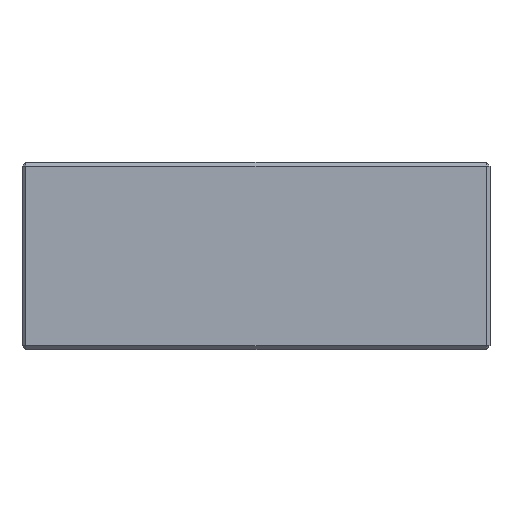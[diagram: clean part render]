
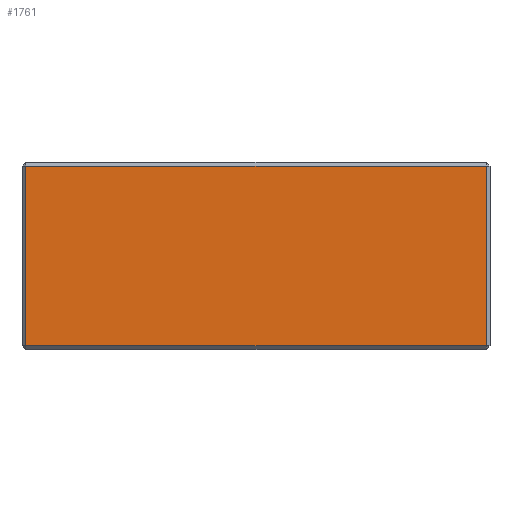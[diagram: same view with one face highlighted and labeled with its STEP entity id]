
A CAD part, top view. The second image highlights one B-rep face of the part: STEP entity #1761.
In plain terms, the highlighted planar face has unit normal (0, 0, 1).
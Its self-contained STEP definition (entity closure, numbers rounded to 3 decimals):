
#80 = PLANE ( 'NONE',  #1546 ) ;
#94 = ORIENTED_EDGE ( 'NONE', *, *, #1671, .T. ) ;
#134 = ORIENTED_EDGE ( 'NONE', *, *, #398, .T. ) ;
#199 = LINE ( 'NONE', #2839, #2478 ) ;
#236 = EDGE_CURVE ( 'NONE', #2606, #1206, #1230, .T. ) ;
#255 = VERTEX_POINT ( 'NONE', #1084 ) ;
#398 = EDGE_CURVE ( 'NONE', #2610, #2606, #1332, .T. ) ;
#416 = DIRECTION ( 'NONE',  ( 0., 1., 0. ) ) ;
#473 = CARTESIAN_POINT ( 'NONE',  ( 29.5, 0., 24. ) ) ;
#505 = CARTESIAN_POINT ( 'NONE',  ( -29.5, 0.5, 24. ) ) ;
#809 = EDGE_CURVE ( 'NONE', #255, #2610, #2657, .T. ) ;
#836 = DIRECTION ( 'NONE',  ( 0., -1., 0. ) ) ;
#1030 = VECTOR ( 'NONE', #836, 1000. ) ;
#1084 = CARTESIAN_POINT ( 'NONE',  ( 29.5, 0.5, 24. ) ) ;
#1206 = VERTEX_POINT ( 'NONE', #505 ) ;
#1230 = LINE ( 'NONE', #2668, #1030 ) ;
#1332 = LINE ( 'NONE', #2143, #1839 ) ;
#1391 = VECTOR ( 'NONE', #416, 1000. ) ;
#1546 = AXIS2_PLACEMENT_3D ( 'NONE', #2320, #1591, #2758 ) ;
#1591 = DIRECTION ( 'NONE',  ( 0., 0., 1. ) ) ;
#1671 = EDGE_CURVE ( 'NONE', #1206, #255, #199, .T. ) ;
#1676 = ORIENTED_EDGE ( 'NONE', *, *, #236, .T. ) ;
#1761 = ADVANCED_FACE ( 'NONE', ( #2378 ), #80, .T. ) ;
#1839 = VECTOR ( 'NONE', #2071, 1000. ) ;
#2071 = DIRECTION ( 'NONE',  ( -1., 0., 0. ) ) ;
#2143 = CARTESIAN_POINT ( 'NONE',  ( -30., 23.5, 24. ) ) ;
#2283 = ORIENTED_EDGE ( 'NONE', *, *, #809, .T. ) ;
#2320 = CARTESIAN_POINT ( 'NONE',  ( 0., 0., 24. ) ) ;
#2345 = CARTESIAN_POINT ( 'NONE',  ( -29.5, 23.5, 24. ) ) ;
#2378 = FACE_OUTER_BOUND ( 'NONE', #2466, .T. ) ;
#2419 = CARTESIAN_POINT ( 'NONE',  ( 29.5, 23.5, 24. ) ) ;
#2466 = EDGE_LOOP ( 'NONE', ( #2283, #134, #1676, #94 ) ) ;
#2478 = VECTOR ( 'NONE', #2519, 1000. ) ;
#2519 = DIRECTION ( 'NONE',  ( 1., 0., 0. ) ) ;
#2606 = VERTEX_POINT ( 'NONE', #2345 ) ;
#2610 = VERTEX_POINT ( 'NONE', #2419 ) ;
#2657 = LINE ( 'NONE', #473, #1391 ) ;
#2668 = CARTESIAN_POINT ( 'NONE',  ( -29.5, 0., 24. ) ) ;
#2758 = DIRECTION ( 'NONE',  ( 1., 0., 0. ) ) ;
#2839 = CARTESIAN_POINT ( 'NONE',  ( 0., 0.5, 24. ) ) ;
